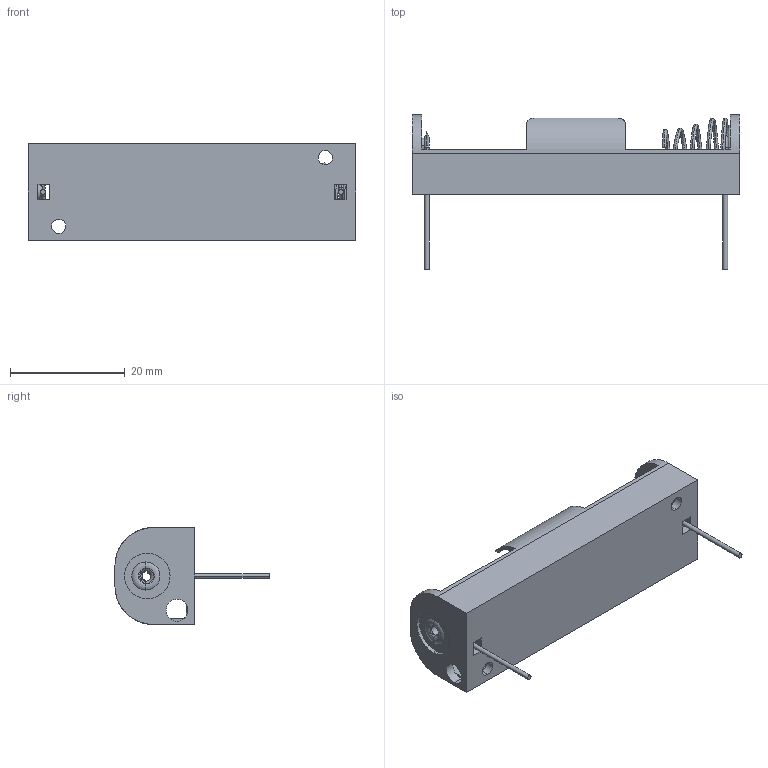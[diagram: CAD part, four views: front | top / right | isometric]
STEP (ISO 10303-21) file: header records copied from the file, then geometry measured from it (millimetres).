
FILE_DESCRIPTION (( 'STEP AP214' ), '1' );
FILE_NAME ('2460.STEP', '2017-10-18T15:48:22', ( '' ), ( '' ), 'SwSTEP 2.0', 'SolidWorks 2013', '' );
FILE_SCHEMA (( 'AUTOMOTIVE_DESIGN' ));
Length unit declared in the file: inch
Products named in the file (1): 2460
Bounding box: 57 x 26.9 x 16.89 mm (x, y, z)
Volume: 2847.5 mm3; surface area: 5461.9 mm2
Topology: 6 solids, 6 shells, 665 faces, 1760 edges, 1164 vertices
Faces by surface type: plane 447, bspline 154, cylinder 40, torus 24
Entity records: 40048 total; most frequent: CARTESIAN_POINT 15686, ORIENTED_EDGE 3520, DIRECTION 2622, EDGE_CURVE 1760, LINE 1302, VECTOR 1302, VERTEX_POINT 1164, EDGE_LOOP 742
